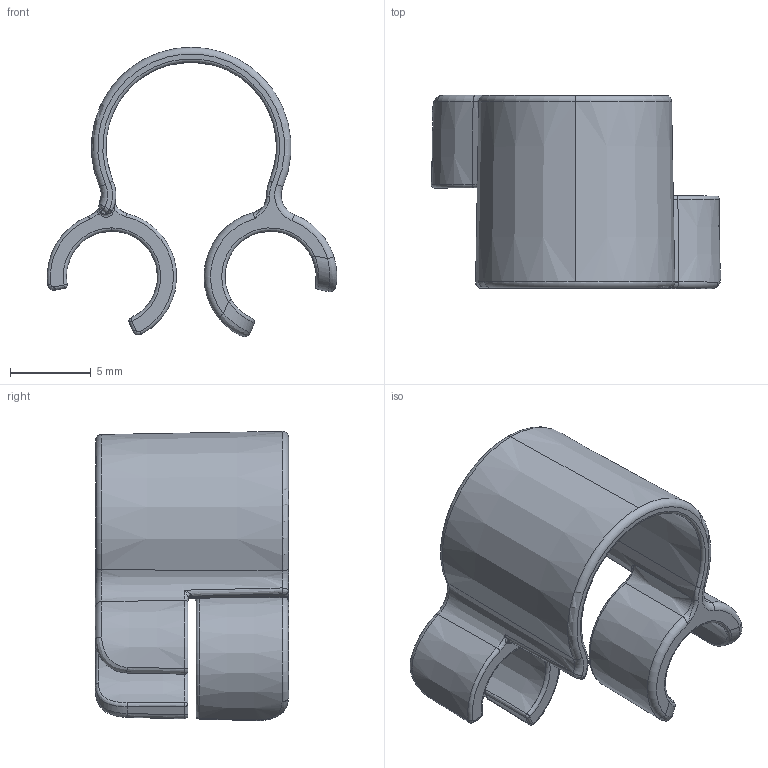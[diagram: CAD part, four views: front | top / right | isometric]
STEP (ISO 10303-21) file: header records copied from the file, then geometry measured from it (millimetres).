
FILE_DESCRIPTION (( 'STEP AP214' ), '1' );
FILE_NAME ('2069-E.STEP', '2016-06-24T07:39:00', ( '' ), ( '' ), 'SwSTEP 2.0', 'SolidWorks 2015', '' );
FILE_SCHEMA (( 'AUTOMOTIVE_DESIGN' ));
Length unit declared in the file: millimetre
Products named in the file (1): 2069-E
Bounding box: 17.99 x 12 x 17.96 mm (x, y, z)
Volume: 429 mm3; surface area: 1080.8 mm2
Topology: 1 solids, 1 shells, 135 faces, 318 edges, 173 vertices
Faces by surface type: bspline 48, torus 40, cone 16, cylinder 15, plane 10, sphere 6
Entity records: 5211 total; most frequent: CARTESIAN_POINT 2441, ORIENTED_EDGE 612, DIRECTION 550, EDGE_CURVE 306, AXIS2_PLACEMENT_3D 257, VERTEX_POINT 173, CIRCLE 169, FACE_OUTER_BOUND 135
